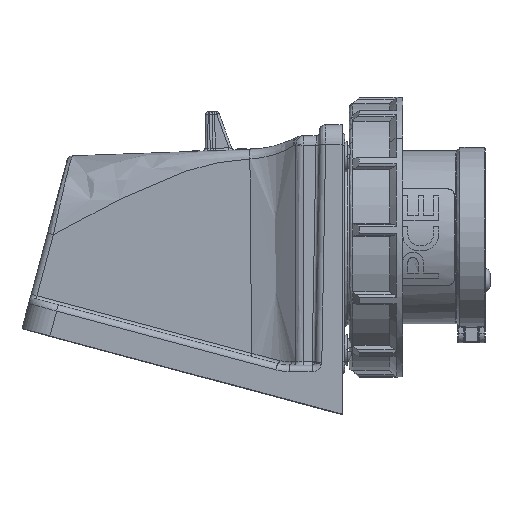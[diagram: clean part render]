
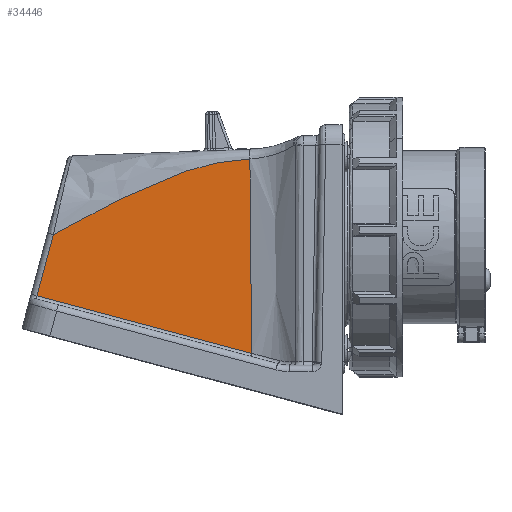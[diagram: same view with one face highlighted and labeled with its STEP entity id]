
A CAD part, top view. The second image highlights one B-rep face of the part: STEP entity #34446.
In plain terms, the highlighted planar face has unit normal (-0.054, 0.016, 0.998).
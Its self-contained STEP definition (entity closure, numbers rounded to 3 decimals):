
#1593 = CARTESIAN_POINT ( 'NONE',  ( -33.642, 24.287, 28.162 ) ) ;
#2375 = FACE_OUTER_BOUND ( 'NONE', #29363, .T. ) ;
#2855 = CARTESIAN_POINT ( 'NONE',  ( 3.258, -46.936, 31.265 ) ) ;
#4398 = DIRECTION ( 'NONE',  ( 0.964, -0.258, 0.056 ) ) ;
#5817 = VERTEX_POINT ( 'NONE', #30323 ) ;
#7119 = AXIS2_PLACEMENT_3D ( 'NONE', #2855, #32525, #33000 ) ;
#9173 = VERTEX_POINT ( 'NONE', #88152 ) ;
#9545 = CARTESIAN_POINT ( 'NONE',  ( -33.107, -36.158, 29.135 ) ) ;
#10045 = CARTESIAN_POINT ( 'NONE',  ( -33.294, -16.01, 28.81 ) ) ;
#11328 = CARTESIAN_POINT ( 'NONE',  ( 3.517, -45.971, 31.264 ) ) ;
#17363 = CARTESIAN_POINT ( 'NONE',  ( -91.153, 2.697, 25.396 ) ) ;
#17782 = ORIENTED_EDGE ( 'NONE', *, *, #68075, .T. ) ;
#22665 = ORIENTED_EDGE ( 'NONE', *, *, #60190, .T. ) ;
#24058 = ORIENTED_EDGE ( 'NONE', *, *, #80668, .T. ) ;
#24389 = CARTESIAN_POINT ( 'NONE',  ( -33.472, 4.139, 28.486 ) ) ;
#24784 = CARTESIAN_POINT ( 'NONE',  ( -89.372, 3.661, 25.477 ) ) ;
#26305 = CARTESIAN_POINT ( 'NONE',  ( -33.665, 24.286, 28.161 ) ) ;
#29363 = EDGE_LOOP ( 'NONE', ( #17782, #24058, #74370, #22665, #47638 ) ) ;
#30323 = CARTESIAN_POINT ( 'NONE',  ( -33.107, -36.158, 29.135 ) ) ;
#32525 = DIRECTION ( 'NONE',  ( -0.054, 0.016, 0.998 ) ) ;
#33000 = DIRECTION ( 'NONE',  ( 0.964, -0.258, 0.056 ) ) ;
#34446 = ADVANCED_FACE ( 'NONE', ( #2375 ), #84279, .T. ) ;
#34523 = VECTOR ( 'NONE', #4398, 1000. ) ;
#34643 = CARTESIAN_POINT ( 'NONE',  ( -33.711, 24.285, 28.159 ) ) ;
#38302 = B_SPLINE_CURVE_WITH_KNOTS ( 'NONE', 3,
 ( #9545, #10045, #24389, #84512 ),
 .UNSPECIFIED., .F., .F.,
 ( 4, 4 ),
 ( 0.001, 0.061 ),
 .UNSPECIFIED. ) ;
#39287 = CARTESIAN_POINT ( 'NONE',  ( -94.715, 0.769, 25.234 ) ) ;
#40074 = CARTESIAN_POINT ( 'NONE',  ( -94.715, 0.769, 25.234 ) ) ;
#42879 = LINE ( 'NONE', #11328, #34523 ) ;
#43027 = VERTEX_POINT ( 'NONE', #64372 ) ;
#47097 = EDGE_CURVE ( 'NONE', #5817, #9173, #38302, .T. ) ;
#47638 = ORIENTED_EDGE ( 'NONE', *, *, #68984, .T. ) ;
#55297 = CARTESIAN_POINT ( 'NONE',  ( -70.924, 13.645, 26.317 ) ) ;
#56745 = VERTEX_POINT ( 'NONE', #62503 ) ;
#60190 = EDGE_CURVE ( 'NONE', #9173, #43027, #80496, .T. ) ;
#62503 = CARTESIAN_POINT ( 'NONE',  ( -99.82, -18.282, 25.255 ) ) ;
#64372 = CARTESIAN_POINT ( 'NONE',  ( -33.711, 24.285, 28.159 ) ) ;
#68075 = EDGE_CURVE ( 'NONE', #92361, #56745, #75421, .T. ) ;
#68984 = EDGE_CURVE ( 'NONE', #43027, #92361, #77778, .T. ) ;
#70153 = CARTESIAN_POINT ( 'NONE',  ( -33.688, 24.285, 28.16 ) ) ;
#74370 = ORIENTED_EDGE ( 'NONE', *, *, #47097, .T. ) ;
#74728 = VECTOR ( 'NONE', #75915, 1000. ) ;
#74952 = CARTESIAN_POINT ( 'NONE',  ( -100.08, -19.254, 25.257 ) ) ;
#75421 = LINE ( 'NONE', #74952, #74728 ) ;
#75915 = DIRECTION ( 'NONE',  ( -0.259, -0.966, 0.001 ) ) ;
#77778 = B_SPLINE_CURVE_WITH_KNOTS ( 'NONE', 3,
 ( #34643, #92298, #55297, #24784, #17363, #85382, #40074 ),
 .UNSPECIFIED., .F., .F.,
 ( 4, 3, 4 ),
 ( -0.224, -0.167, -0.162 ),
 .UNSPECIFIED. ) ;
#78059 = CARTESIAN_POINT ( 'NONE',  ( -33.711, 24.285, 28.159 ) ) ;
#80496 =( BOUNDED_CURVE ( )  B_SPLINE_CURVE ( 3, ( #1593, #26305, #70153, #78059 ),
 .UNSPECIFIED., .F., .T. ) 
 B_SPLINE_CURVE_WITH_KNOTS ( ( 4, 4 ),
 ( 4.394, 4.396 ),
 .UNSPECIFIED. ) 
 CURVE ( )  GEOMETRIC_REPRESENTATION_ITEM ( )  RATIONAL_B_SPLINE_CURVE ( ( 1., 1., 1., 1. ) ) 
 REPRESENTATION_ITEM ( '' )  );
#80668 = EDGE_CURVE ( 'NONE', #56745, #5817, #42879, .T. ) ;
#84279 = PLANE ( 'NONE',  #7119 ) ;
#84512 = CARTESIAN_POINT ( 'NONE',  ( -33.642, 24.287, 28.162 ) ) ;
#85382 = CARTESIAN_POINT ( 'NONE',  ( -92.934, 1.733, 25.315 ) ) ;
#88152 = CARTESIAN_POINT ( 'NONE',  ( -33.642, 24.287, 28.162 ) ) ;
#92298 = CARTESIAN_POINT ( 'NONE',  ( -52.476, 23.629, 27.156 ) ) ;
#92361 = VERTEX_POINT ( 'NONE', #39287 ) ;
